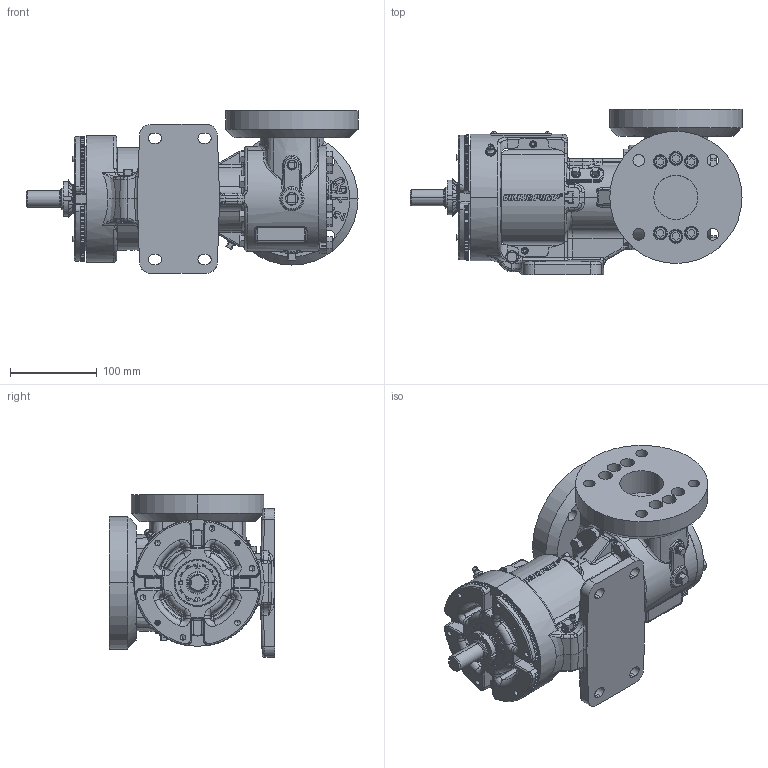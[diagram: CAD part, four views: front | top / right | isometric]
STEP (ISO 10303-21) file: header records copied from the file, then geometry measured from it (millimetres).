
FILE_DESCRIPTION (( 'STEP AP214' ), '1' );
FILE_NAME ('HV-4188.STEP', '2024-04-02T21:16:10', ( '' ), ( '' ), 'SwSTEP 2.0', 'SolidWorks 2022', '' );
FILE_SCHEMA (( 'AUTOMOTIVE_DESIGN' ));
Length unit declared in the file: inch
Products named in the file (1): HV-4188
Bounding box: 382.55 x 190.5 x 187.32 mm (x, y, z)
Volume: 3863351.9 mm3; surface area: 425620.6 mm2
Topology: 1 solids, 13 shells, 4215 faces, 10753 edges, 6760 vertices
Faces by surface type: plane 1436, bspline 1226, cylinder 885, cone 499, torus 101, sphere 68
Entity records: 230231 total; most frequent: CARTESIAN_POINT 83312, ORIENTED_EDGE 21342, DIRECTION 15774, EDGE_CURVE 10671, VERTEX_POINT 6753, AXIS2_PLACEMENT_3D 5648, EDGE_LOOP 4536, VECTOR 4478
